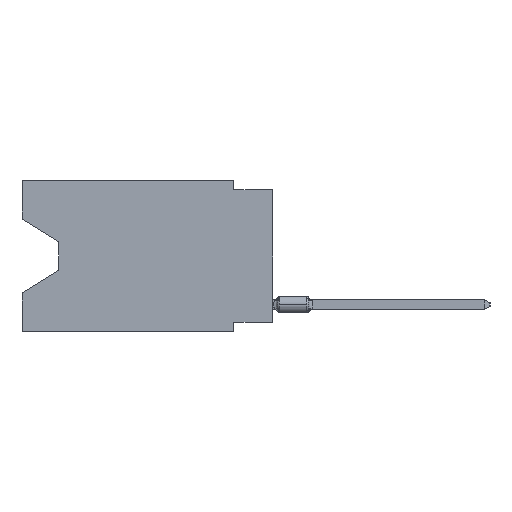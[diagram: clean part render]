
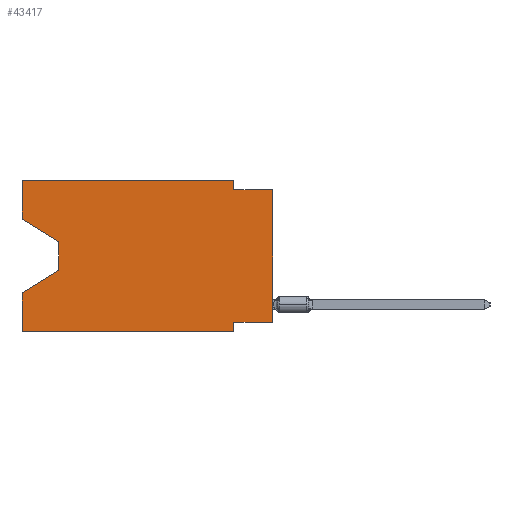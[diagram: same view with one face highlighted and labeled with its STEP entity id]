
A CAD part, left-side view. The second image highlights one B-rep face of the part: STEP entity #43417.
In plain terms, the highlighted planar face has unit normal (-1, 0, 0).
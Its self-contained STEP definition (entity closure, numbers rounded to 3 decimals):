
#267 = VECTOR ( 'NONE', #44568, 1000. ) ;
#420 = EDGE_CURVE ( 'NONE', #30762, #4833, #68457, .T. ) ;
#2504 = EDGE_CURVE ( 'NONE', #58926, #74348, #68489, .T. ) ;
#3785 = LINE ( 'NONE', #75225, #11124 ) ;
#4833 = VERTEX_POINT ( 'NONE', #18290 ) ;
#5298 = CARTESIAN_POINT ( 'NONE',  ( 0., 16.383, 0. ) ) ;
#5335 = DIRECTION ( 'NONE',  ( 0., -1., 0. ) ) ;
#5621 = ORIENTED_EDGE ( 'NONE', *, *, #24433, .F. ) ;
#6403 = CARTESIAN_POINT ( 'NONE',  ( 0., 2.54, -9.906 ) ) ;
#6458 = VERTEX_POINT ( 'NONE', #27893 ) ;
#6517 = VECTOR ( 'NONE', #33836, 1000. ) ;
#11124 = VECTOR ( 'NONE', #74055, 1000. ) ;
#12341 = CARTESIAN_POINT ( 'NONE',  ( 0., 2.54, 0. ) ) ;
#12797 = ORIENTED_EDGE ( 'NONE', *, *, #62405, .T. ) ;
#14244 = DIRECTION ( 'NONE',  ( 0., -0.855, -0.519 ) ) ;
#15679 = VERTEX_POINT ( 'NONE', #75243 ) ;
#17255 = VERTEX_POINT ( 'NONE', #57291 ) ;
#18256 = DIRECTION ( 'NONE',  ( 0., 0., -1. ) ) ;
#18290 = CARTESIAN_POINT ( 'NONE',  ( 0., 16.383, -7.36 ) ) ;
#18329 = VERTEX_POINT ( 'NONE', #41984 ) ;
#18638 = CARTESIAN_POINT ( 'NONE',  ( 0., 16.383, -2.546 ) ) ;
#18885 = ORIENTED_EDGE ( 'NONE', *, *, #19374, .F. ) ;
#19315 = CARTESIAN_POINT ( 'NONE',  ( 0., 16.383, -9.906 ) ) ;
#19374 = EDGE_CURVE ( 'NONE', #44624, #23770, #51122, .T. ) ;
#19965 = VECTOR ( 'NONE', #14244, 1000. ) ;
#20071 = CARTESIAN_POINT ( 'NONE',  ( 0., 16.383, -9.906 ) ) ;
#20247 = CARTESIAN_POINT ( 'NONE',  ( 0., 16.383, 0. ) ) ;
#23770 = VERTEX_POINT ( 'NONE', #6403 ) ;
#23967 = ORIENTED_EDGE ( 'NONE', *, *, #67402, .T. ) ;
#24401 = DIRECTION ( 'NONE',  ( 0., -1., 0. ) ) ;
#24433 = EDGE_CURVE ( 'NONE', #18329, #17255, #29908, .T. ) ;
#26048 = ORIENTED_EDGE ( 'NONE', *, *, #70512, .T. ) ;
#27594 = LINE ( 'NONE', #32683, #6517 ) ;
#27893 = CARTESIAN_POINT ( 'NONE',  ( 0., 13.97, -5.893 ) ) ;
#28856 = DIRECTION ( 'NONE',  ( 0., 0., -1. ) ) ;
#29187 = ORIENTED_EDGE ( 'NONE', *, *, #30681, .F. ) ;
#29908 = LINE ( 'NONE', #12341, #54351 ) ;
#30367 = PLANE ( 'NONE',  #45127 ) ;
#30681 = EDGE_CURVE ( 'NONE', #17255, #15679, #54098, .T. ) ;
#30762 = VERTEX_POINT ( 'NONE', #19315 ) ;
#32174 = CARTESIAN_POINT ( 'NONE',  ( 0., 16.383, 0. ) ) ;
#32683 = CARTESIAN_POINT ( 'NONE',  ( 0., 13.97, -4.013 ) ) ;
#33542 = VECTOR ( 'NONE', #39365, 1000. ) ;
#33836 = DIRECTION ( 'NONE',  ( 0., 0., -1. ) ) ;
#34284 = EDGE_LOOP ( 'NONE', ( #43762, #26048, #74731, #45236, #12797, #18885, #44539, #23967, #29187, #5621, #45392, #36921 ) ) ;
#34719 = EDGE_CURVE ( 'NONE', #36826, #44624, #50433, .T. ) ;
#35047 = CARTESIAN_POINT ( 'NONE',  ( 0., 16.383, 0. ) ) ;
#36140 = DIRECTION ( 'NONE',  ( 0., 0., -1. ) ) ;
#36826 = VERTEX_POINT ( 'NONE', #47426 ) ;
#36921 = ORIENTED_EDGE ( 'NONE', *, *, #67861, .F. ) ;
#38405 = DIRECTION ( 'NONE',  ( 0., 0., 1. ) ) ;
#39207 = CARTESIAN_POINT ( 'NONE',  ( 0., 16.383, -2.546 ) ) ;
#39365 = DIRECTION ( 'NONE',  ( 0., -1., 0. ) ) ;
#40734 = LINE ( 'NONE', #65696, #72595 ) ;
#40843 = CARTESIAN_POINT ( 'NONE',  ( 0., 0., -0.635 ) ) ;
#41044 = VECTOR ( 'NONE', #38405, 1000. ) ;
#41562 = DIRECTION ( 'NONE',  ( 0., 0., 1. ) ) ;
#41984 = CARTESIAN_POINT ( 'NONE',  ( 0., 2.54, 0. ) ) ;
#43417 = ADVANCED_FACE ( 'NONE', ( #54555 ), #30367, .F. ) ;
#43474 = CARTESIAN_POINT ( 'NONE',  ( 0., 16.383, 0. ) ) ;
#43710 = EDGE_CURVE ( 'NONE', #6458, #4833, #40734, .T. ) ;
#43762 = ORIENTED_EDGE ( 'NONE', *, *, #2504, .T. ) ;
#44539 = ORIENTED_EDGE ( 'NONE', *, *, #34719, .F. ) ;
#44568 = DIRECTION ( 'NONE',  ( 0., 1., 0. ) ) ;
#44624 = VERTEX_POINT ( 'NONE', #59988 ) ;
#45127 = AXIS2_PLACEMENT_3D ( 'NONE', #32174, #55992, #18256 ) ;
#45236 = ORIENTED_EDGE ( 'NONE', *, *, #420, .F. ) ;
#45392 = ORIENTED_EDGE ( 'NONE', *, *, #50700, .F. ) ;
#45659 = VECTOR ( 'NONE', #28856, 1000. ) ;
#47057 = CARTESIAN_POINT ( 'NONE',  ( 0., 13.97, -4.013 ) ) ;
#47426 = CARTESIAN_POINT ( 'NONE',  ( 0., 0., -9.271 ) ) ;
#47550 = VECTOR ( 'NONE', #24401, 1000. ) ;
#49922 = LINE ( 'NONE', #20247, #33542 ) ;
#50433 = LINE ( 'NONE', #67983, #267 ) ;
#50700 = EDGE_CURVE ( 'NONE', #61792, #18329, #49922, .T. ) ;
#51122 = LINE ( 'NONE', #74947, #45659 ) ;
#54098 = LINE ( 'NONE', #40843, #72896 ) ;
#54351 = VECTOR ( 'NONE', #36140, 1000. ) ;
#54555 = FACE_OUTER_BOUND ( 'NONE', #34284, .T. ) ;
#55992 = DIRECTION ( 'NONE',  ( 1., 0., 0. ) ) ;
#57291 = CARTESIAN_POINT ( 'NONE',  ( 0., 2.54, -0.635 ) ) ;
#58751 = LINE ( 'NONE', #5298, #72256 ) ;
#58926 = VERTEX_POINT ( 'NONE', #18638 ) ;
#59988 = CARTESIAN_POINT ( 'NONE',  ( 0., 2.54, -9.271 ) ) ;
#61792 = VERTEX_POINT ( 'NONE', #35047 ) ;
#62405 = EDGE_CURVE ( 'NONE', #30762, #23770, #73548, .T. ) ;
#65696 = CARTESIAN_POINT ( 'NONE',  ( 0., 13.97, -5.893 ) ) ;
#67402 = EDGE_CURVE ( 'NONE', #36826, #15679, #3785, .T. ) ;
#67861 = EDGE_CURVE ( 'NONE', #58926, #61792, #58751, .T. ) ;
#67983 = CARTESIAN_POINT ( 'NONE',  ( 0., 0., -9.271 ) ) ;
#68457 = LINE ( 'NONE', #43474, #41044 ) ;
#68489 = LINE ( 'NONE', #39207, #19965 ) ;
#70512 = EDGE_CURVE ( 'NONE', #74348, #6458, #27594, .T. ) ;
#72256 = VECTOR ( 'NONE', #41562, 1000. ) ;
#72595 = VECTOR ( 'NONE', #77025, 1000. ) ;
#72896 = VECTOR ( 'NONE', #5335, 1000. ) ;
#73548 = LINE ( 'NONE', #20071, #47550 ) ;
#74055 = DIRECTION ( 'NONE',  ( 0., 0., 1. ) ) ;
#74348 = VERTEX_POINT ( 'NONE', #47057 ) ;
#74731 = ORIENTED_EDGE ( 'NONE', *, *, #43710, .T. ) ;
#74947 = CARTESIAN_POINT ( 'NONE',  ( 0., 2.54, -9.906 ) ) ;
#75225 = CARTESIAN_POINT ( 'NONE',  ( 0., 0., 0. ) ) ;
#75243 = CARTESIAN_POINT ( 'NONE',  ( 0., 0., -0.635 ) ) ;
#77025 = DIRECTION ( 'NONE',  ( 0., 0.855, -0.519 ) ) ;
